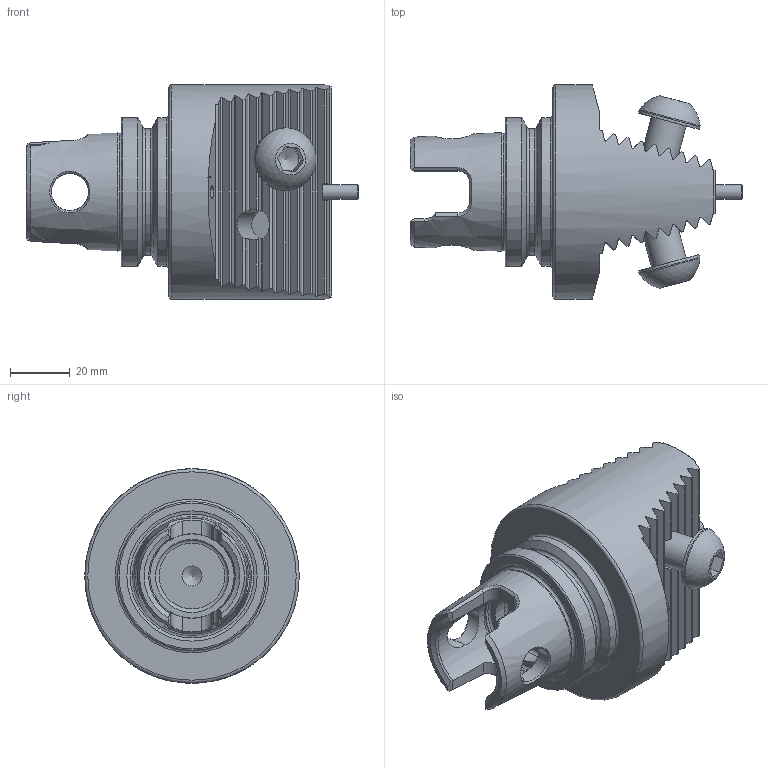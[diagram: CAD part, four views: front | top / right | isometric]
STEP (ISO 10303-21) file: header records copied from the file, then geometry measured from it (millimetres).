
FILE_DESCRIPTION (( 'STEP AP214' ), '1' );
FILE_NAME ('KM5.Z72.K23.120.STEP', '2020-08-14T11:18:42', ( '' ), ( '' ), 'SwSTEP 2.0', 'SolidWorks 2017', '' );
FILE_SCHEMA (( 'AUTOMOTIVE_DESIGN' ));
Length unit declared in the file: millimetre
Products named in the file (6): Z72-ER1.001.025; KM5.Z72.K23.120; Z72-ER1.003.025_A_gespannt; Z72-ER1.002.025_A; KM5-Z72.K23.120_E; Z42-ER2.001.019_A
Assembly tree (6 placements, depth 3):
  KM5.Z72.K23.120
    KM5-Z72.K23.120_E
    Z72-ER1.001.025  x2
      Z72-ER1.002.025_A
      Z72-ER1.003.025_A_gespannt
    Z42-ER2.001.019_A
Bounding box: 111.45 x 72 x 72 mm (x, y, z)
Volume: 182001.7 mm3; surface area: 37741.8 mm2
Topology: 6 solids, 6 shells, 309 faces, 814 edges, 520 vertices
Faces by surface type: plane 169, cylinder 77, cone 34, bspline 14, torus 13, sphere 2
Full cylindrical faces by diameter (mm): 2.9 x1, 3 x1, 3.3 x1, 4 x1, 4.2 x6, 5 x1, 6.8 x1, 10.25 x2, 12 x2, 12.5 x2, 13 x2, 13.5 x2, 21 x4, 24.5 x1, 28.275 x1, 30 x1, 42.6 x1, 50 x2, 72 x1
Entity records: 11176 total; most frequent: CARTESIAN_POINT 4639, ORIENTED_EDGE 1346, DIRECTION 1014, EDGE_CURVE 673, VERTEX_POINT 463, AXIS2_PLACEMENT_3D 399, EDGE_LOOP 364, FACE_OUTER_BOUND 328
